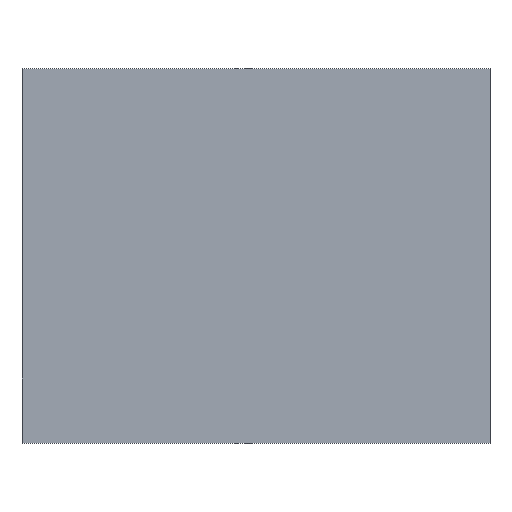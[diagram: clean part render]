
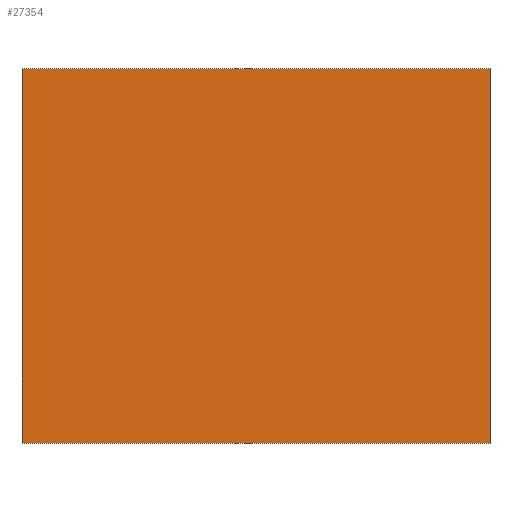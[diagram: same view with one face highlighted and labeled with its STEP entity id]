
A CAD part, top view. The second image highlights one B-rep face of the part: STEP entity #27354.
In plain terms, the highlighted planar face has unit normal (0, 0, 1).
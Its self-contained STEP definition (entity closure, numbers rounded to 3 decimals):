
#244 = DIRECTION ( 'NONE',  ( -1., 0., 0. ) ) ;
#545 = VERTEX_POINT ( 'NONE', #80875 ) ;
#5683 = DIRECTION ( 'NONE',  ( 0., -1., 0. ) ) ;
#6691 = FACE_OUTER_BOUND ( 'NONE', #45168, .T. ) ;
#7839 = DIRECTION ( 'NONE',  ( 0., 1., 0. ) ) ;
#18268 = EDGE_CURVE ( 'NONE', #545, #22086, #25466, .T. ) ;
#22086 = VERTEX_POINT ( 'NONE', #75181 ) ;
#22923 = CARTESIAN_POINT ( 'NONE',  ( 2.5, -2., 1.6 ) ) ;
#24464 = VECTOR ( 'NONE', #5683, 1000. ) ;
#25466 = LINE ( 'NONE', #52976, #24464 ) ;
#26598 = EDGE_CURVE ( 'NONE', #22086, #59388, #28478, .T. ) ;
#27354 = ADVANCED_FACE ( 'NONE', ( #6691 ), #72922, .F. ) ;
#28478 = LINE ( 'NONE', #74900, #41639 ) ;
#29790 = DIRECTION ( 'NONE',  ( -1., 0., 0. ) ) ;
#30210 = CARTESIAN_POINT ( 'NONE',  ( -2.5, 2., 1.6 ) ) ;
#34504 = CARTESIAN_POINT ( 'NONE',  ( 2.5, -2., 1.6 ) ) ;
#37999 = CARTESIAN_POINT ( 'NONE',  ( 2.5, 2., 1.6 ) ) ;
#38665 = VERTEX_POINT ( 'NONE', #37999 ) ;
#41629 = ORIENTED_EDGE ( 'NONE', *, *, #85004, .T. ) ;
#41639 = VECTOR ( 'NONE', #47828, 1000. ) ;
#43106 = AXIS2_PLACEMENT_3D ( 'NONE', #59162, #53125, #244 ) ;
#45168 = EDGE_LOOP ( 'NONE', ( #41629, #74930, #64449, #58459 ) ) ;
#47828 = DIRECTION ( 'NONE',  ( 1., 0., 0. ) ) ;
#52976 = CARTESIAN_POINT ( 'NONE',  ( -2.5, -2., 1.6 ) ) ;
#53125 = DIRECTION ( 'NONE',  ( 0., 0., -1. ) ) ;
#58459 = ORIENTED_EDGE ( 'NONE', *, *, #26598, .T. ) ;
#59162 = CARTESIAN_POINT ( 'NONE',  ( 0., 0., 1.6 ) ) ;
#59388 = VERTEX_POINT ( 'NONE', #22923 ) ;
#64449 = ORIENTED_EDGE ( 'NONE', *, *, #18268, .T. ) ;
#64806 = EDGE_CURVE ( 'NONE', #38665, #545, #81390, .T. ) ;
#67597 = LINE ( 'NONE', #34504, #83433 ) ;
#72922 = PLANE ( 'NONE',  #43106 ) ;
#73675 = VECTOR ( 'NONE', #29790, 1000. ) ;
#74900 = CARTESIAN_POINT ( 'NONE',  ( -2.5, -2., 1.6 ) ) ;
#74930 = ORIENTED_EDGE ( 'NONE', *, *, #64806, .T. ) ;
#75181 = CARTESIAN_POINT ( 'NONE',  ( -2.5, -2., 1.6 ) ) ;
#80875 = CARTESIAN_POINT ( 'NONE',  ( -2.5, 2., 1.6 ) ) ;
#81390 = LINE ( 'NONE', #30210, #73675 ) ;
#83433 = VECTOR ( 'NONE', #7839, 1000. ) ;
#85004 = EDGE_CURVE ( 'NONE', #59388, #38665, #67597, .T. ) ;
